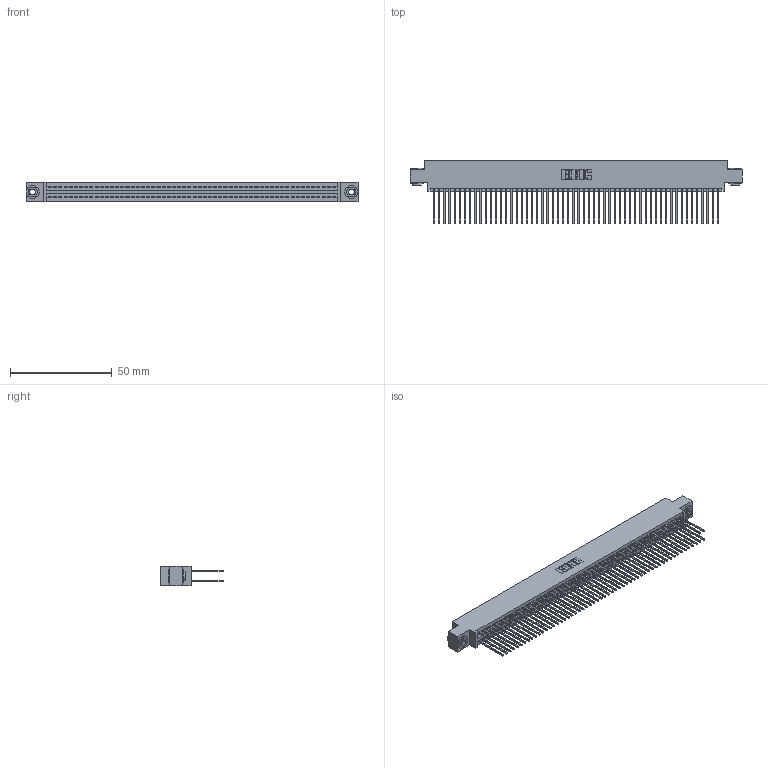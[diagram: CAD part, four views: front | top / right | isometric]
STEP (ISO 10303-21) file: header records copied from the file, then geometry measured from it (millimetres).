
FILE_DESCRIPTION (( 'STEP AP203' ), '1' );
FILE_NAME ('395-112-542-803.STEP', '2019-10-27T15:33:08', ( '' ), ( '' ), 'SwSTEP 2.0', 'SolidWorks 2016', '' );
FILE_SCHEMA (( 'CONFIG_CONTROL_DESIGN' ));
Length unit declared in the file: inch
Products named in the file (4): 345-250-002_345-250-002-102; 395-112-542-803; 345 Part_0.170 Offset - 0.156 Dia-TH; 345-292-001_345-293-142
Assembly tree (115 placements, depth 2):
  395-112-542-803
    345 Part_0.170 Offset - 0.156 Dia-TH
    345-292-001_345-293-142  x112
    345-250-002_345-250-002-102  x2
Bounding box: 163.45 x 31.29 x 9.4 mm (x, y, z)
Volume: 16435.7 mm3; surface area: 27354.1 mm2
Topology: 115 solids, 115 shells, 5768 faces, 17117 edges, 11258 vertices
Faces by surface type: plane 3790, cylinder 1970, cone 8
Entity records: 42854 total; most frequent: CARTESIAN_POINT 7147, ORIENTED_EDGE 7074, DIRECTION 6315, EDGE_CURVE 3537, VECTOR 3157, LINE 3157, VERTEX_POINT 2354, AXIS2_PLACEMENT_3D 1579
